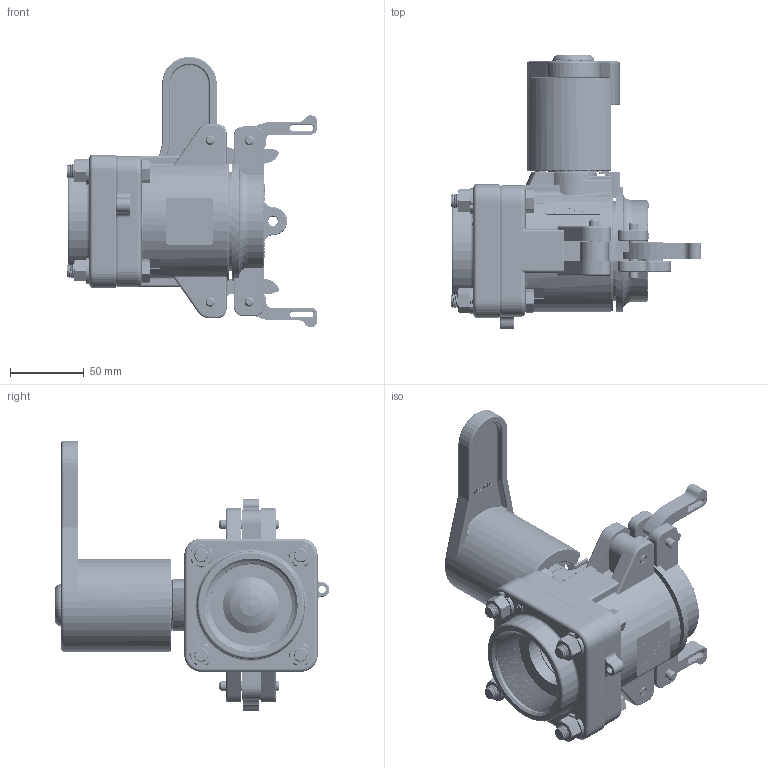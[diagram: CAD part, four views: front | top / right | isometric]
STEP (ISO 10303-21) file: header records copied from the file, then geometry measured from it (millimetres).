
FILE_DESCRIPTION(/* description */ ('2" MALE DRY MATE NPT, FKM'),/* implementation_level */ '2;1');
FILE_NAME(/* name */ 'DM200A.stp',/* time_stamp */ '2022-09-30T12:04:32-04:00',/* author */ ('ALR'),/* organization */ (''),/* preprocessor_version */ 'ST-DEVELOPER v18.1',/* originating_system */ 'Autodesk Inventor 2022',/* authorisation */ '');
FILE_SCHEMA (('AUTOMOTIVE_DESIGN { 1 0 10303 214 3 1 1 }'));
Length unit declared in the file: inch
Products named in the file (40): DM200A; DM200AX; DM20254; DM20254MY; DM20254MX; DB20290; DB20258; DB20255; DB20255M; DBX20255; V20258A; V21204V; DB20294; DB20294X; DM20265; DM20256; VX20256; VS20151; V20151; V20021; V20020; DB20288; DB20281; DM20153M; V20010SS; V20018; V20019; DM20300; V20060; DB20002; 050DECAL; VL1000; DM200CAP; DB20312C; DB20312AX; DB20311V; DB20313; DM201KX; 200P; V20353C
Assembly tree (54 placements, depth 5):
  DM200A
    DM200AX
      DM20254
        DM20254MY
          DM20254MX
      DB20290
      DB20258
      DB20255
        DB20255M
          DBX20255
      V20258A
      V21204V
      DB20294
        DB20294X
      DM20265
      DM20256
        VX20256
      VS20151
        V20151
      V20021
      V20020
      V20060  x2
      DB20288
      DB20281
      DM20153M
      V20010SS  x4
      V20018  x4
      V20019  x4
      DM20300  x2
      200P  x2
    DB20002
    050DECAL
    VL1000
    DM200CAP
      DB20312C
        DB20312AX
      DB20311V
      DB20313
      DM201KX  x2
      200P  x2
    V20353C
Bounding box: 170.08 x 186.44 x 183.39 mm (x, y, z)
Volume: 816405.7 mm3; surface area: 277254.6 mm2
Topology: 45 solids, 45 shells, 6014 faces, 15151 edges, 9698 vertices
Faces by surface type: plane 2863, bspline 1517, cylinder 888, cone 504, torus 199, sphere 43
Full cylindrical faces by diameter (mm): 3.175 x4, 4.978 x1, 5.08 x1, 6.325 x4, 6.35 x9, 6.502 x4, 7.112 x3, 7.144 x1, 8.915 x4, 9.525 x4, 10.312 x4, 10.668 x4, 18.898 x1, 18.923 x1, 19.05 x2, 19.304 x1, 21.844 x4, 23.812 x2, 24.13 x1, 25.4 x2, 25.527 x3, 26.162 x1, 34.544 x1, 36.957 x1, 38.1 x4, 39.776 x1, 41.046 x2, 44.196 x1, 44.856 x1, 46.99 x1
Entity records: 198781 total; most frequent: CARTESIAN_POINT 78674, ORIENTED_EDGE 26866, DIRECTION 19341, EDGE_CURVE 13433, VERTEX_POINT 8745, LINE 8585, VECTOR 8585, EDGE_LOOP 5784
